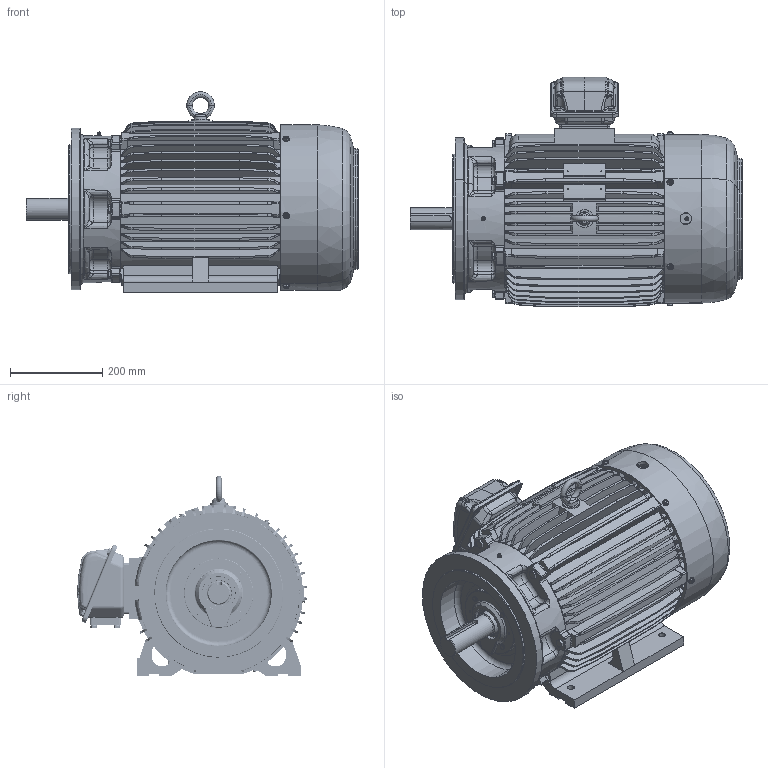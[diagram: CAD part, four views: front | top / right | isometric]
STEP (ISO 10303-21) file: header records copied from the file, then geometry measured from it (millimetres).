
FILE_DESCRIPTION(('CATIA V5 STEP Exchange'),'2;1');
FILE_NAME('286TS-HV-DF_AllCATPart.stp','2012-08-29T11:32:00+00:00',('none'),('none'),'CATIA Version 5 Release 19 SP 9 (IN-10)','CATIA V5 STEP AP203','none');
FILE_SCHEMA(('CONFIG_CONTROL_DESIGN'));
Products named in the file (1): 286TS-HV-DF_AllCATPart
Bounding box: 718.85 x 497.32 x 434 mm (x, y, z)
Volume: 17393226.1 mm3; surface area: 3352371.3 mm2
Topology: 47 solids, 47 shells, 3911 faces, 10509 edges, 6731 vertices
Faces by surface type: plane 1335, cylinder 976, torus 721, cone 575, bspline 244, sphere 48, revolution 8, extrusion 4
Entity records: 138212 total; most frequent: CARTESIAN_POINT 53775, ORIENTED_EDGE 20854, DIRECTION 11551, EDGE_CURVE 10427, VERTEX_POINT 6731, AXIS2_PLACEMENT_3D 5875, EDGE_LOOP 4288, ADVANCED_FACE 3911
